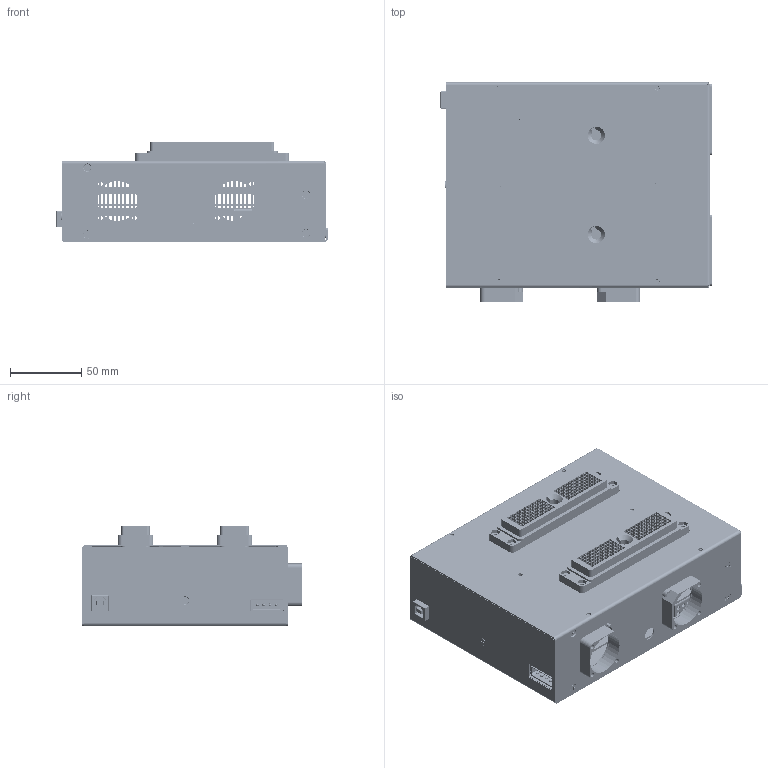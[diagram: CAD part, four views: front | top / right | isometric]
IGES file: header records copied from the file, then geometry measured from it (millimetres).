
Global section: file name: No Iges File Name specified; native system: Autodesk Inventor 2012; preprocessor: AutoDesk Inventor Iges Exporter R2012; author: Leonid Ciunel; date: 20120601.095405; units: millimetre
Bounding box: 190.15 x 154.25 x 70.33 mm (x, y, z)
Volume: 406041 mm3; surface area: 623949.7 mm2
Topology: 50 solids, 50 shells, 11482 faces, 31768 edges, 20795 vertices
Faces by surface type: plane 9371, cylinder 1278, revolution 759, sphere 26, torus 25, bspline 12, cone 11
Full cylindrical faces by diameter (mm): 2 x18, 3 x12, 4.4 x4, 6 x4
